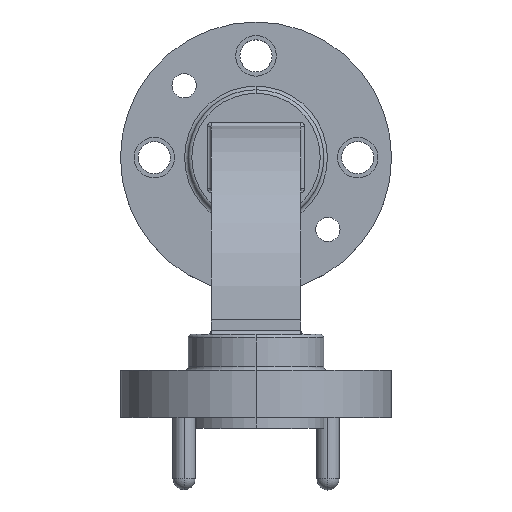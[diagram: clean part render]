
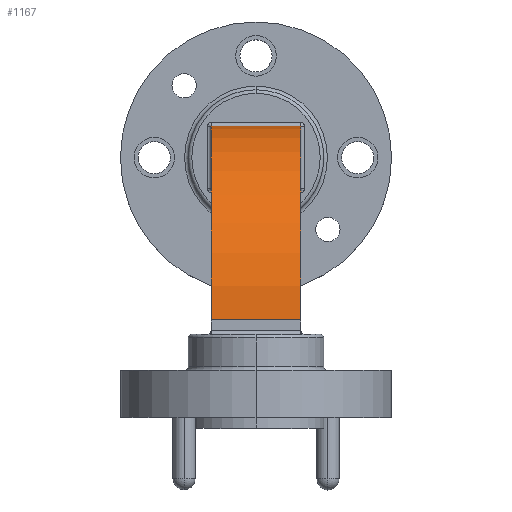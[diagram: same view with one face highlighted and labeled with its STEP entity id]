
A CAD part, top view. The second image highlights one B-rep face of the part: STEP entity #1167.
In plain terms, the highlighted cylindrical face has radius 13.64 mm (diameter 27.28 mm), a partial arc.
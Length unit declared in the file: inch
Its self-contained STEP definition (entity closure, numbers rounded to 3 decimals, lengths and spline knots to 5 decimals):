
#31 = CARTESIAN_POINT ( 'NONE',  ( 0.124, 0.807, -0.45 ) ) ;
#67 = CARTESIAN_POINT ( 'NONE',  ( -0.124, 0.27, -0.45 ) ) ;
#83 = CARTESIAN_POINT ( 'NONE',  ( -0.124, 0.27, 0.087 ) ) ;
#95 = AXIS2_PLACEMENT_3D ( 'NONE', #277, #291, #4020 ) ;
#277 = CARTESIAN_POINT ( 'NONE',  ( 0., 0.27, -0.45 ) ) ;
#291 = DIRECTION ( 'NONE',  ( -1., 0., 0. ) ) ;
#526 = EDGE_CURVE ( 'NONE', #1425, #1499, #807, .T. ) ;
#587 = VECTOR ( 'NONE', #2405, 39.37008 ) ;
#600 = EDGE_CURVE ( 'NONE', #3217, #1684, #1455, .T. ) ;
#632 = CARTESIAN_POINT ( 'NONE',  ( -0.124, 0.807, -0.45 ) ) ;
#807 = LINE ( 'NONE', #1338, #1511 ) ;
#849 = AXIS2_PLACEMENT_3D ( 'NONE', #67, #2391, #3048 ) ;
#1167 = ADVANCED_FACE ( 'NONE', ( #3753 ), #2168, .T. ) ;
#1233 = ORIENTED_EDGE ( 'NONE', *, *, #1283, .T. ) ;
#1283 = EDGE_CURVE ( 'NONE', #1684, #1499, #3697, .T. ) ;
#1338 = CARTESIAN_POINT ( 'NONE',  ( -0.124, 0.807, -0.45 ) ) ;
#1425 = VERTEX_POINT ( 'NONE', #632 ) ;
#1446 = CARTESIAN_POINT ( 'NONE',  ( 0.124, 0.27, -0.45 ) ) ;
#1455 = LINE ( 'NONE', #3042, #587 ) ;
#1462 = ORIENTED_EDGE ( 'NONE', *, *, #526, .F. ) ;
#1499 = VERTEX_POINT ( 'NONE', #31 ) ;
#1511 = VECTOR ( 'NONE', #3094, 39.37008 ) ;
#1684 = VERTEX_POINT ( 'NONE', #3056 ) ;
#1788 = DIRECTION ( 'NONE',  ( -1., 0., 0. ) ) ;
#1958 = AXIS2_PLACEMENT_3D ( 'NONE', #1446, #1788, #2828 ) ;
#2009 = ORIENTED_EDGE ( 'NONE', *, *, #600, .T. ) ;
#2168 = CYLINDRICAL_SURFACE ( 'NONE', #95, 0.537 ) ;
#2391 = DIRECTION ( 'NONE',  ( -1., 0., 0. ) ) ;
#2405 = DIRECTION ( 'NONE',  ( 1., 0., 0. ) ) ;
#2466 = EDGE_LOOP ( 'NONE', ( #1462, #3577, #2009, #1233 ) ) ;
#2828 = DIRECTION ( 'NONE',  ( 0., 0., 1. ) ) ;
#3042 = CARTESIAN_POINT ( 'NONE',  ( -0.124, 0.27, 0.087 ) ) ;
#3048 = DIRECTION ( 'NONE',  ( 0., 0., 1. ) ) ;
#3056 = CARTESIAN_POINT ( 'NONE',  ( 0.124, 0.27, 0.087 ) ) ;
#3094 = DIRECTION ( 'NONE',  ( 1., 0., 0. ) ) ;
#3198 = EDGE_CURVE ( 'NONE', #3217, #1425, #4264, .T. ) ;
#3217 = VERTEX_POINT ( 'NONE', #83 ) ;
#3577 = ORIENTED_EDGE ( 'NONE', *, *, #3198, .F. ) ;
#3697 = CIRCLE ( 'NONE', #1958, 0.537 ) ;
#3753 = FACE_OUTER_BOUND ( 'NONE', #2466, .T. ) ;
#4020 = DIRECTION ( 'NONE',  ( 0., 0., 1. ) ) ;
#4264 = CIRCLE ( 'NONE', #849, 0.537 ) ;
